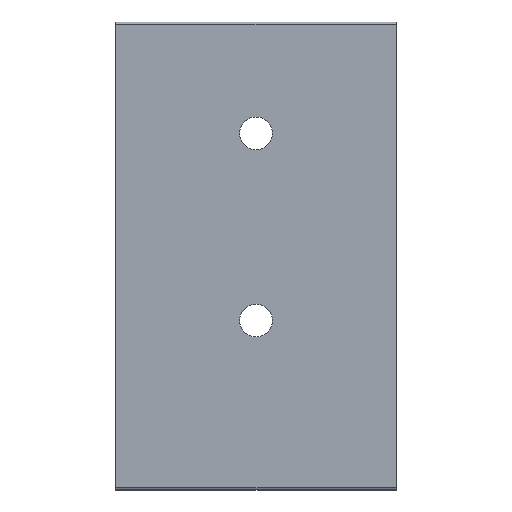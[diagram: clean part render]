
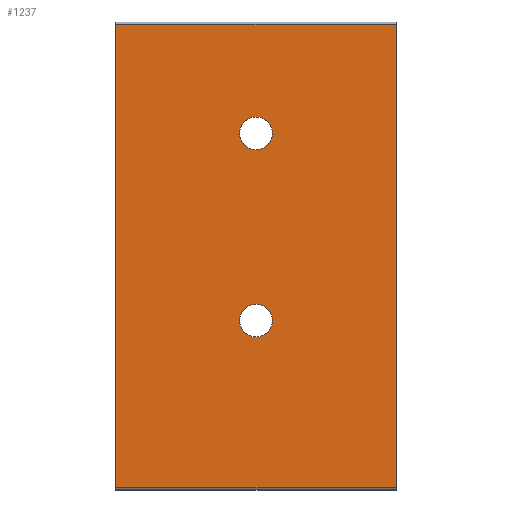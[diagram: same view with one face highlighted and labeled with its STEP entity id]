
A CAD part, front view. The second image highlights one B-rep face of the part: STEP entity #1237.
In plain terms, the highlighted face is planar.
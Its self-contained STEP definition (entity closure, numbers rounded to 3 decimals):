
#63 = DIRECTION ( 'NONE',  ( -1., 0., 0. ) ) ;
#64 = VERTEX_POINT ( 'NONE', #71 ) ;
#71 = CARTESIAN_POINT ( 'NONE',  ( 4.75, 31.35, 0. ) ) ;
#100 = EDGE_LOOP ( 'NONE', ( #229, #2101, #1679, #325 ) ) ;
#215 = DIRECTION ( 'NONE',  ( 0., 0., -1. ) ) ;
#229 = ORIENTED_EDGE ( 'NONE', *, *, #461, .T. ) ;
#274 = DIRECTION ( 'NONE',  ( -1., 0., 0. ) ) ;
#289 = CARTESIAN_POINT ( 'NONE',  ( 4.75, 44.746, 15. ) ) ;
#311 = VERTEX_POINT ( 'NONE', #1506 ) ;
#320 = DIRECTION ( 'NONE',  ( 0., -1., 0. ) ) ;
#325 = ORIENTED_EDGE ( 'NONE', *, *, #1613, .T. ) ;
#379 = ORIENTED_EDGE ( 'NONE', *, *, #1332, .T. ) ;
#396 = VECTOR ( 'NONE', #1278, 1000. ) ;
#426 = VECTOR ( 'NONE', #215, 1000. ) ;
#461 = EDGE_CURVE ( 'NONE', #1289, #2311, #1568, .T. ) ;
#530 = CARTESIAN_POINT ( 'NONE',  ( 4.75, 13.1, 0. ) ) ;
#568 = VECTOR ( 'NONE', #1301, 1000. ) ;
#586 = VERTEX_POINT ( 'NONE', #1895 ) ;
#734 = DIRECTION ( 'NONE',  ( 0., -1., 0. ) ) ;
#767 = LINE ( 'NONE', #1941, #396 ) ;
#781 = DIRECTION ( 'NONE',  ( -1., 0., 0. ) ) ;
#900 = CIRCLE ( 'NONE', #1385, 1.75 ) ;
#983 = FACE_OUTER_BOUND ( 'NONE', #100, .T. ) ;
#1048 = DIRECTION ( 'NONE',  ( 0., 0., 1. ) ) ;
#1128 = VERTEX_POINT ( 'NONE', #2387 ) ;
#1218 = EDGE_CURVE ( 'NONE', #2311, #586, #2859, .T. ) ;
#1237 = ADVANCED_FACE ( 'NONE', ( #983, #1965, #1684 ), #1493, .F. ) ;
#1276 = ORIENTED_EDGE ( 'NONE', *, *, #2080, .T. ) ;
#1278 = DIRECTION ( 'NONE',  ( 0., 1., 0. ) ) ;
#1286 = CARTESIAN_POINT ( 'NONE',  ( 4.75, 45., 15. ) ) ;
#1289 = VERTEX_POINT ( 'NONE', #1904 ) ;
#1301 = DIRECTION ( 'NONE',  ( 0., 1., 0. ) ) ;
#1332 = EDGE_CURVE ( 'NONE', #1370, #1128, #1354, .T. ) ;
#1354 = CIRCLE ( 'NONE', #1552, 1.75 ) ;
#1370 = VERTEX_POINT ( 'NONE', #2378 ) ;
#1385 = AXIS2_PLACEMENT_3D ( 'NONE', #2828, #3007, #2130 ) ;
#1425 = CARTESIAN_POINT ( 'NONE',  ( 4.75, 33.1, 0. ) ) ;
#1443 = DIRECTION ( 'NONE',  ( -1., 0., 0. ) ) ;
#1493 = PLANE ( 'NONE',  #2656 ) ;
#1506 = CARTESIAN_POINT ( 'NONE',  ( 4.75, 34.85, 0. ) ) ;
#1552 = AXIS2_PLACEMENT_3D ( 'NONE', #530, #1443, #2152 ) ;
#1562 = AXIS2_PLACEMENT_3D ( 'NONE', #2762, #274, #2176 ) ;
#1568 = LINE ( 'NONE', #2920, #568 ) ;
#1613 = EDGE_CURVE ( 'NONE', #2501, #1289, #2497, .T. ) ;
#1614 = CARTESIAN_POINT ( 'NONE',  ( 4.75, 44.746, -15. ) ) ;
#1647 = CARTESIAN_POINT ( 'NONE',  ( 4.75, -4.746, 15. ) ) ;
#1653 = EDGE_LOOP ( 'NONE', ( #379, #2759 ) ) ;
#1679 = ORIENTED_EDGE ( 'NONE', *, *, #2543, .F. ) ;
#1684 = FACE_BOUND ( 'NONE', #1653, .T. ) ;
#1817 = EDGE_CURVE ( 'NONE', #64, #311, #2111, .T. ) ;
#1842 = CARTESIAN_POINT ( 'NONE',  ( 4.75, -4.746, 15. ) ) ;
#1895 = CARTESIAN_POINT ( 'NONE',  ( 4.75, 44.746, 15. ) ) ;
#1904 = CARTESIAN_POINT ( 'NONE',  ( 4.75, -4.746, -15. ) ) ;
#1923 = AXIS2_PLACEMENT_3D ( 'NONE', #1425, #781, #734 ) ;
#1941 = CARTESIAN_POINT ( 'NONE',  ( 4.75, 45., 15. ) ) ;
#1965 = FACE_BOUND ( 'NONE', #2059, .T. ) ;
#2059 = EDGE_LOOP ( 'NONE', ( #1276, #2329 ) ) ;
#2080 = EDGE_CURVE ( 'NONE', #311, #64, #900, .T. ) ;
#2101 = ORIENTED_EDGE ( 'NONE', *, *, #1218, .T. ) ;
#2111 = CIRCLE ( 'NONE', #1923, 1.75 ) ;
#2130 = DIRECTION ( 'NONE',  ( 0., -1., 0. ) ) ;
#2152 = DIRECTION ( 'NONE',  ( 0., -1., 0. ) ) ;
#2176 = DIRECTION ( 'NONE',  ( 0., -1., 0. ) ) ;
#2263 = VECTOR ( 'NONE', #1048, 1000. ) ;
#2311 = VERTEX_POINT ( 'NONE', #1614 ) ;
#2329 = ORIENTED_EDGE ( 'NONE', *, *, #1817, .T. ) ;
#2378 = CARTESIAN_POINT ( 'NONE',  ( 4.75, 14.85, 0. ) ) ;
#2387 = CARTESIAN_POINT ( 'NONE',  ( 4.75, 11.35, 0. ) ) ;
#2497 = LINE ( 'NONE', #1842, #426 ) ;
#2501 = VERTEX_POINT ( 'NONE', #1647 ) ;
#2520 = CIRCLE ( 'NONE', #1562, 1.75 ) ;
#2543 = EDGE_CURVE ( 'NONE', #2501, #586, #767, .T. ) ;
#2656 = AXIS2_PLACEMENT_3D ( 'NONE', #1286, #63, #320 ) ;
#2759 = ORIENTED_EDGE ( 'NONE', *, *, #2939, .T. ) ;
#2762 = CARTESIAN_POINT ( 'NONE',  ( 4.75, 13.1, 0. ) ) ;
#2828 = CARTESIAN_POINT ( 'NONE',  ( 4.75, 33.1, 0. ) ) ;
#2859 = LINE ( 'NONE', #289, #2263 ) ;
#2920 = CARTESIAN_POINT ( 'NONE',  ( 4.75, 45., -15. ) ) ;
#2939 = EDGE_CURVE ( 'NONE', #1128, #1370, #2520, .T. ) ;
#3007 = DIRECTION ( 'NONE',  ( -1., 0., 0. ) ) ;
